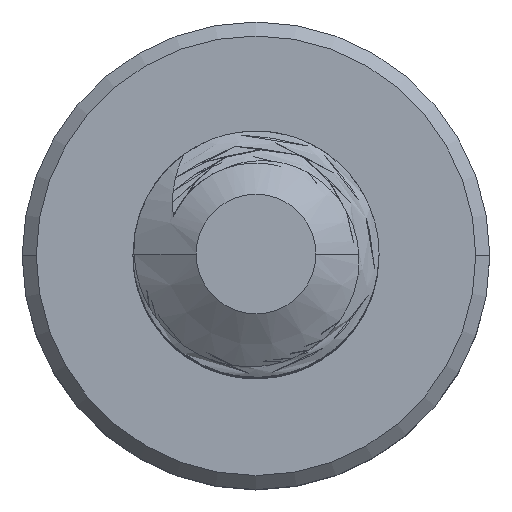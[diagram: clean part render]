
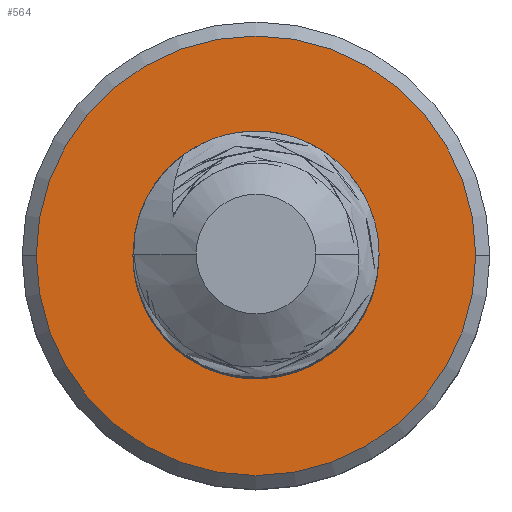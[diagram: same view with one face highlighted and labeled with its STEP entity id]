
A CAD part, top view. The second image highlights one B-rep face of the part: STEP entity #564.
In plain terms, the highlighted planar face has unit normal (0, 0, 1).
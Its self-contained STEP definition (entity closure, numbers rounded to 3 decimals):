
#94 = VERTEX_POINT ( 'NONE', #269 ) ;
#168 = DIRECTION ( 'NONE',  ( 0., 0., 1. ) ) ;
#269 = CARTESIAN_POINT ( 'NONE',  ( -1.786, 0., -8. ) ) ;
#564 = ADVANCED_FACE ( 'NONE', ( #4182, #2506 ), #3129, .F. ) ;
#625 = DIRECTION ( 'NONE',  ( 1., 0., 0. ) ) ;
#750 = CARTESIAN_POINT ( 'NONE',  ( 0., 0., -8. ) ) ;
#787 = AXIS2_PLACEMENT_3D ( 'NONE', #3403, #1717, #625 ) ;
#801 = DIRECTION ( 'NONE',  ( -1., 0., 0. ) ) ;
#852 = VERTEX_POINT ( 'NONE', #3761 ) ;
#1128 = AXIS2_PLACEMENT_3D ( 'NONE', #1934, #2522, #801 ) ;
#1270 = DIRECTION ( 'NONE',  ( 0., 0., 1. ) ) ;
#1273 = AXIS2_PLACEMENT_3D ( 'NONE', #6947, #3021, #1442 ) ;
#1414 = EDGE_CURVE ( 'NONE', #2860, #2588, #6848, .T. ) ;
#1442 = DIRECTION ( 'NONE',  ( 0., -1., 0. ) ) ;
#1717 = DIRECTION ( 'NONE',  ( 0., 0., 1. ) ) ;
#1840 = CARTESIAN_POINT ( 'NONE',  ( 1., 0., -8. ) ) ;
#1934 = CARTESIAN_POINT ( 'NONE',  ( 0., 0., -8. ) ) ;
#2432 = ORIENTED_EDGE ( 'NONE', *, *, #5994, .T. ) ;
#2506 = FACE_OUTER_BOUND ( 'NONE', #3724, .T. ) ;
#2522 = DIRECTION ( 'NONE',  ( 0., 0., 1. ) ) ;
#2588 = VERTEX_POINT ( 'NONE', #1840 ) ;
#2698 = AXIS2_PLACEMENT_3D ( 'NONE', #4718, #1270, #4140 ) ;
#2753 = CIRCLE ( 'NONE', #4146, 1.786 ) ;
#2860 = VERTEX_POINT ( 'NONE', #5258 ) ;
#3021 = DIRECTION ( 'NONE',  ( 0., 0., -1. ) ) ;
#3044 = CIRCLE ( 'NONE', #2698, 1. ) ;
#3129 = PLANE ( 'NONE',  #1273 ) ;
#3298 = EDGE_LOOP ( 'NONE', ( #3714, #6965 ) ) ;
#3403 = CARTESIAN_POINT ( 'NONE',  ( 0., 0., -8. ) ) ;
#3479 = EDGE_CURVE ( 'NONE', #2588, #2860, #3044, .T. ) ;
#3714 = ORIENTED_EDGE ( 'NONE', *, *, #3479, .F. ) ;
#3724 = EDGE_LOOP ( 'NONE', ( #2432, #3971 ) ) ;
#3761 = CARTESIAN_POINT ( 'NONE',  ( 1.786, 0., -8. ) ) ;
#3971 = ORIENTED_EDGE ( 'NONE', *, *, #6854, .T. ) ;
#4140 = DIRECTION ( 'NONE',  ( 1., 0., 0. ) ) ;
#4146 = AXIS2_PLACEMENT_3D ( 'NONE', #750, #168, #5098 ) ;
#4182 = FACE_BOUND ( 'NONE', #3298, .T. ) ;
#4718 = CARTESIAN_POINT ( 'NONE',  ( 0., 0., -8. ) ) ;
#5091 = CIRCLE ( 'NONE', #1128, 1.786 ) ;
#5098 = DIRECTION ( 'NONE',  ( -1., 0., 0. ) ) ;
#5258 = CARTESIAN_POINT ( 'NONE',  ( -1., 0., -8. ) ) ;
#5994 = EDGE_CURVE ( 'NONE', #94, #852, #2753, .T. ) ;
#6848 = CIRCLE ( 'NONE', #787, 1. ) ;
#6854 = EDGE_CURVE ( 'NONE', #852, #94, #5091, .T. ) ;
#6947 = CARTESIAN_POINT ( 'NONE',  ( 0., 0., -8. ) ) ;
#6965 = ORIENTED_EDGE ( 'NONE', *, *, #1414, .F. ) ;
